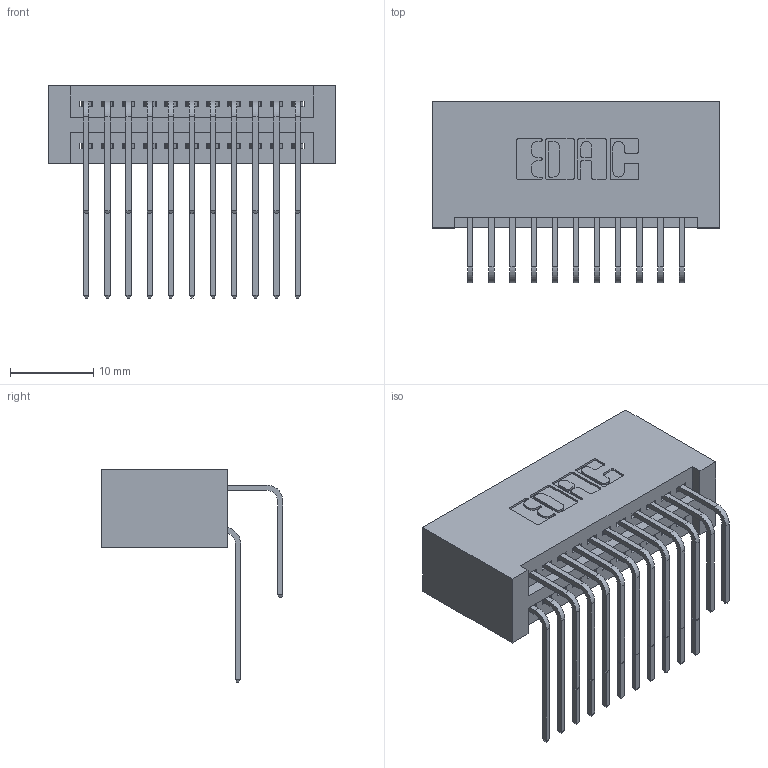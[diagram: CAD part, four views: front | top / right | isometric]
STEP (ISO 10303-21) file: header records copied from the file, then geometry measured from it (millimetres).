
FILE_DESCRIPTION (( 'STEP AP203' ), '1' );
FILE_NAME ('395-022-558-201.STEP', '2019-10-16T15:29:22', ( '' ), ( '' ), 'SwSTEP 2.0', 'SolidWorks 2016', '' );
FILE_SCHEMA (( 'CONFIG_CONTROL_DESIGN' ));
Length unit declared in the file: inch
Products named in the file (4): 395-022-558-201; 345 Part_No Mounting Lugs; 345-292-001_558 559 Tail - 1; 345-292-001_558 Tail - 2
Assembly tree (23 placements, depth 2):
  395-022-558-201
    345 Part_No Mounting Lugs
    345-292-001_558 559 Tail - 1  x11
    345-292-001_558 Tail - 2  x11
Bounding box: 34.54 x 21.83 x 25.53 mm (x, y, z)
Volume: 3810.7 mm3; surface area: 5932.5 mm2
Topology: 23 solids, 23 shells, 1262 faces, 3727 edges, 2454 vertices
Faces by surface type: plane 846, cylinder 416
Entity records: 14179 total; most frequent: CARTESIAN_POINT 2451, ORIENTED_EDGE 2334, DIRECTION 2167, EDGE_CURVE 1167, LINE 959, VECTOR 959, VERTEX_POINT 774, AXIS2_PLACEMENT_3D 604
